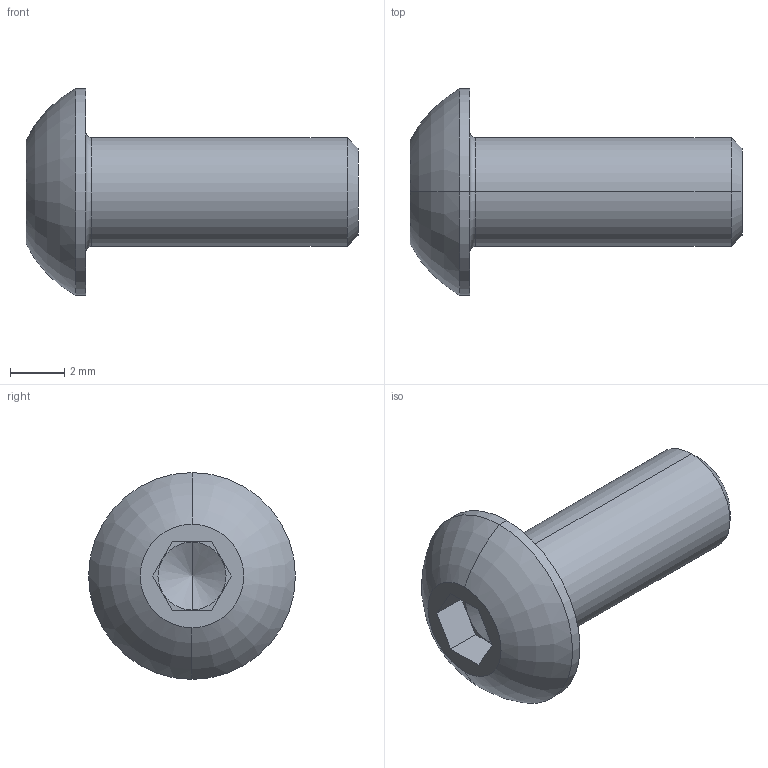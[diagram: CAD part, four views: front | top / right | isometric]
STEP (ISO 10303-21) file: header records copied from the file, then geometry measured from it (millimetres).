
FILE_DESCRIPTION (( 'STEP AP214' ), '1' );
FILE_NAME ('1217-A.STEP', '2015-10-12T10:19:57', ( '' ), ( '' ), 'SwSTEP 2.0', 'SolidWorks 2015', '' );
FILE_SCHEMA (( 'AUTOMOTIVE_DESIGN' ));
Length unit declared in the file: millimetre
Products named in the file (1): 1217-A
Bounding box: 12.2 x 7.6 x 7.6 mm (x, y, z)
Volume: 188.7 mm3; surface area: 248.7 mm2
Topology: 1 solids, 1 shells, 27 faces, 58 edges, 33 vertices
Faces by surface type: plane 15, torus 4, cone 4, cylinder 4
Entity records: 744 total; most frequent: DIRECTION 136, CARTESIAN_POINT 117, ORIENTED_EDGE 112, EDGE_CURVE 56, AXIS2_PLACEMENT_3D 52, VERTEX_POINT 33, LINE 32, VECTOR 32
